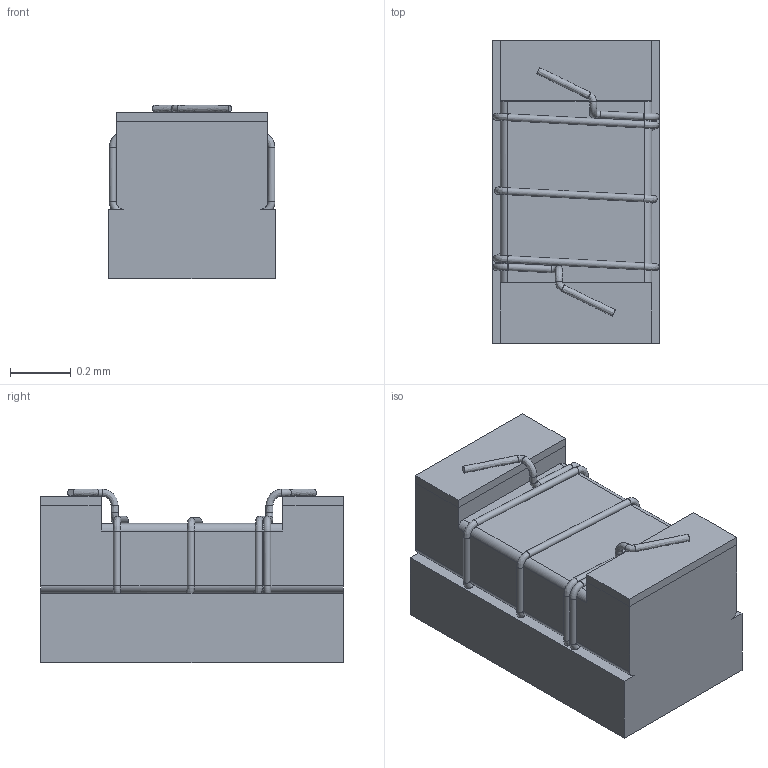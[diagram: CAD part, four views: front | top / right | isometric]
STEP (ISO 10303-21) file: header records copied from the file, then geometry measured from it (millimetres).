
FILE_DESCRIPTION( ( 'Unknown' ), '1' );
FILE_NAME( '744765020A.stp', 'Unknown', ( 'Unknown' ), ( 'Unknown' ), 'XStep 1.0', 'Unknown', ' ' );
FILE_SCHEMA( ( 'automotive_design' ) );
Length unit declared in the file: millimetre
Products named in the file (3): Assem1; Keramik; Leitfläche
Bounding box: 0.55 x 1 x 0.57 mm (x, y, z)
Surface area: 6.8 mm2
Topology: 5 solids, 5 shells, 162 faces, 398 edges, 246 vertices
Faces by surface type: plane 58, cylinder 44, bspline 44, torus 16
Full cylindrical faces by diameter (mm): 0.023 x20
Entity records: 3683 total; most frequent: CARTESIAN_POINT 2020, ORIENTED_EDGE 302, DIRECTION 296, EDGE_CURVE 151, EDGE_LOOP 116, AXIS2_PLACEMENT_3D 112, FACE_OUTER_BOUND 112, VERTEX_POINT 111
